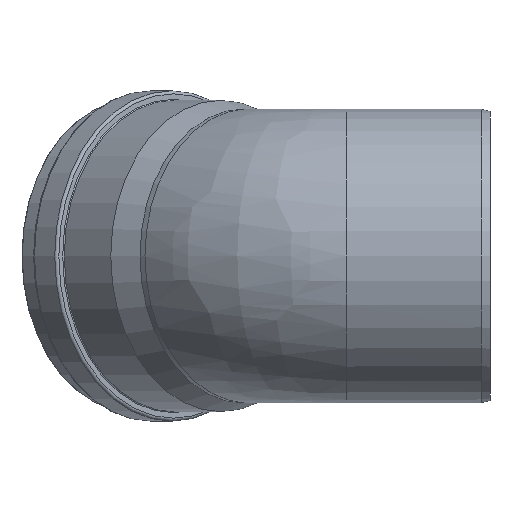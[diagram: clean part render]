
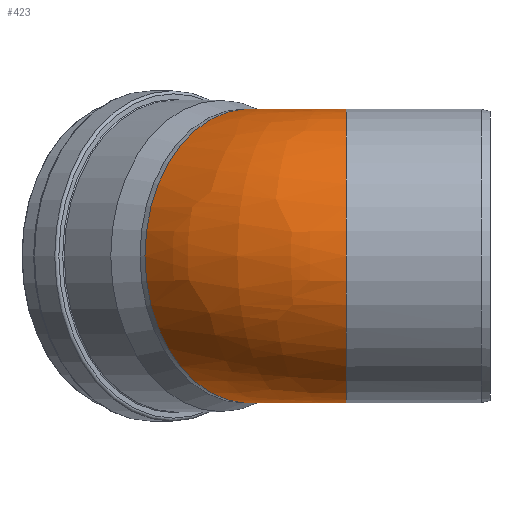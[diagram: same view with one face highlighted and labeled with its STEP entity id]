
A CAD part, left-side view. The second image highlights one B-rep face of the part: STEP entity #423.
In plain terms, the highlighted free-form (B-spline) face has degree [2, 2] with [9, 3] control points.
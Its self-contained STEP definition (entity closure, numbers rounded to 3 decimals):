
#44=(
BOUNDED_SURFACE()
B_SPLINE_SURFACE(2,2,((#765,#766,#767),(#768,#769,#770),(#771,#772,#773),
(#774,#775,#776),(#777,#778,#779),(#780,#781,#782),(#783,#784,#785),(#786,
#787,#788),(#789,#790,#791)),.UNSPECIFIED.,.F.,.F.,.F.)
B_SPLINE_SURFACE_WITH_KNOTS((3,2,2,2,3),(3,3),(-2.726,-1.363,
0.,1.363,2.726),(0.,0.785),
 .UNSPECIFIED.)
GEOMETRIC_REPRESENTATION_ITEM()
RATIONAL_B_SPLINE_SURFACE(((1.,0.924,1.),(0.777,
0.718,0.777),(1.,0.924,1.),(0.777,
0.718,0.777),(1.,0.924,1.),(0.777,
0.718,0.777),(1.,0.924,1.),(0.777,
0.718,0.777),(1.,0.924,1.)))
REPRESENTATION_ITEM('')
SURFACE()
);
#48=B_SPLINE_CURVE_WITH_KNOTS('',3,(#735,#736,#737,#738,#739,#740,#741,
#742,#743,#744,#745,#746,#747),.UNSPECIFIED.,.F.,.F.,(4,3,3,3,4),(-0.001,
0.,0.18,0.357,0.358),
 .UNSPECIFIED.);
#49=B_SPLINE_CURVE_WITH_KNOTS('',3,(#751,#752,#753,#754,#755,#756,#757,
#758,#759,#760,#761,#762,#763),.UNSPECIFIED.,.F.,.F.,(4,3,3,3,4),(-0.001,
0.,0.178,0.357,0.358),
 .UNSPECIFIED.);
#90=FACE_OUTER_BOUND('',#131,.T.);
#131=EDGE_LOOP('',(#333,#334,#335,#336));
#207=CIRCLE('',#468,200.25);
#208=CIRCLE('',#469,200.25);
#246=VERTEX_POINT('',#733);
#247=VERTEX_POINT('',#734);
#248=VERTEX_POINT('',#748);
#249=VERTEX_POINT('',#750);
#286=EDGE_CURVE('',#246,#247,#48,.T.);
#288=EDGE_CURVE('',#249,#248,#49,.T.);
#290=EDGE_CURVE('',#248,#246,#207,.T.);
#291=EDGE_CURVE('',#249,#247,#208,.T.);
#333=ORIENTED_EDGE('',*,*,#288,.T.);
#334=ORIENTED_EDGE('',*,*,#290,.T.);
#335=ORIENTED_EDGE('',*,*,#286,.T.);
#336=ORIENTED_EDGE('',*,*,#291,.F.);
#423=ADVANCED_FACE('',(#90),#44,.F.);
#468=AXIS2_PLACEMENT_3D('',#792,#553,#554);
#469=AXIS2_PLACEMENT_3D('',#793,#555,#556);
#553=DIRECTION('center_axis',(0.,1.,0.));
#554=DIRECTION('ref_axis',(1.,0.,0.));
#555=DIRECTION('center_axis',(0.707,0.707,0.));
#556=DIRECTION('ref_axis',(0.707,-0.707,0.));
#733=CARTESIAN_POINT('',(183.176,195.981,80.91));
#734=CARTESIAN_POINT('',(184.516,199.215,80.91));
#735=CARTESIAN_POINT('Ctrl Pts',(183.176,195.981,80.91));
#736=CARTESIAN_POINT('Ctrl Pts',(183.176,195.985,80.91));
#737=CARTESIAN_POINT('Ctrl Pts',(183.177,195.988,80.91));
#738=CARTESIAN_POINT('Ctrl Pts',(183.177,195.991,80.91));
#739=CARTESIAN_POINT('Ctrl Pts',(183.198,196.588,80.865));
#740=CARTESIAN_POINT('Ctrl Pts',(183.329,197.176,80.843));
#741=CARTESIAN_POINT('Ctrl Pts',(183.559,197.728,80.843));
#742=CARTESIAN_POINT('Ctrl Pts',(183.787,198.274,80.843));
#743=CARTESIAN_POINT('Ctrl Pts',(184.107,198.776,80.865));
#744=CARTESIAN_POINT('Ctrl Pts',(184.509,199.208,80.91));
#745=CARTESIAN_POINT('Ctrl Pts',(184.511,199.211,80.91));
#746=CARTESIAN_POINT('Ctrl Pts',(184.514,199.213,80.91));
#747=CARTESIAN_POINT('Ctrl Pts',(184.516,199.215,80.91));
#748=CARTESIAN_POINT('',(183.176,195.981,-80.91));
#750=CARTESIAN_POINT('',(184.516,199.215,-80.91));
#751=CARTESIAN_POINT('Ctrl Pts',(184.516,199.215,-80.91));
#752=CARTESIAN_POINT('Ctrl Pts',(184.514,199.213,-80.91));
#753=CARTESIAN_POINT('Ctrl Pts',(184.511,199.211,-80.91));
#754=CARTESIAN_POINT('Ctrl Pts',(184.509,199.208,-80.91));
#755=CARTESIAN_POINT('Ctrl Pts',(184.107,198.776,-80.865));
#756=CARTESIAN_POINT('Ctrl Pts',(183.787,198.274,-80.843));
#757=CARTESIAN_POINT('Ctrl Pts',(183.559,197.728,-80.843));
#758=CARTESIAN_POINT('Ctrl Pts',(183.329,197.176,-80.843));
#759=CARTESIAN_POINT('Ctrl Pts',(183.198,196.588,-80.865));
#760=CARTESIAN_POINT('Ctrl Pts',(183.177,195.991,-80.91));
#761=CARTESIAN_POINT('Ctrl Pts',(183.177,195.988,-80.91));
#762=CARTESIAN_POINT('Ctrl Pts',(183.176,195.985,-80.91));
#763=CARTESIAN_POINT('Ctrl Pts',(183.176,195.981,-80.91));
#765=CARTESIAN_POINT('Ctrl Pts',(183.207,195.981,80.841));
#766=CARTESIAN_POINT('Ctrl Pts',(183.207,197.863,80.841));
#767=CARTESIAN_POINT('Ctrl Pts',(184.537,199.194,80.841));
#768=CARTESIAN_POINT('Ctrl Pts',(117.631,195.981,229.451));
#769=CARTESIAN_POINT('Ctrl Pts',(117.631,225.025,229.451));
#770=CARTESIAN_POINT('Ctrl Pts',(138.169,245.563,229.451));
#771=CARTESIAN_POINT('Ctrl Pts',(-41.309,195.981,195.943));
#772=CARTESIAN_POINT('Ctrl Pts',(-41.309,290.861,195.943));
#773=CARTESIAN_POINT('Ctrl Pts',(25.781,357.951,195.943));
#774=CARTESIAN_POINT('Ctrl Pts',(-200.25,195.981,162.435));
#775=CARTESIAN_POINT('Ctrl Pts',(-200.25,356.696,162.435));
#776=CARTESIAN_POINT('Ctrl Pts',(-86.607,470.339,162.435));
#777=CARTESIAN_POINT('Ctrl Pts',(-200.25,195.981,0.));
#778=CARTESIAN_POINT('Ctrl Pts',(-200.25,356.696,0.));
#779=CARTESIAN_POINT('Ctrl Pts',(-86.607,470.339,0.));
#780=CARTESIAN_POINT('Ctrl Pts',(-200.25,195.981,-162.435));
#781=CARTESIAN_POINT('Ctrl Pts',(-200.25,356.696,-162.435));
#782=CARTESIAN_POINT('Ctrl Pts',(-86.607,470.339,-162.435));
#783=CARTESIAN_POINT('Ctrl Pts',(-41.309,195.981,-195.943));
#784=CARTESIAN_POINT('Ctrl Pts',(-41.309,290.861,-195.943));
#785=CARTESIAN_POINT('Ctrl Pts',(25.781,357.951,-195.943));
#786=CARTESIAN_POINT('Ctrl Pts',(117.631,195.981,-229.451));
#787=CARTESIAN_POINT('Ctrl Pts',(117.631,225.025,-229.451));
#788=CARTESIAN_POINT('Ctrl Pts',(138.169,245.563,-229.451));
#789=CARTESIAN_POINT('Ctrl Pts',(183.207,195.981,-80.841));
#790=CARTESIAN_POINT('Ctrl Pts',(183.207,197.863,-80.841));
#791=CARTESIAN_POINT('Ctrl Pts',(184.537,199.194,-80.841));
#792=CARTESIAN_POINT('Origin',(0.,195.981,0.));
#793=CARTESIAN_POINT('Origin',(54.991,328.741,0.));
